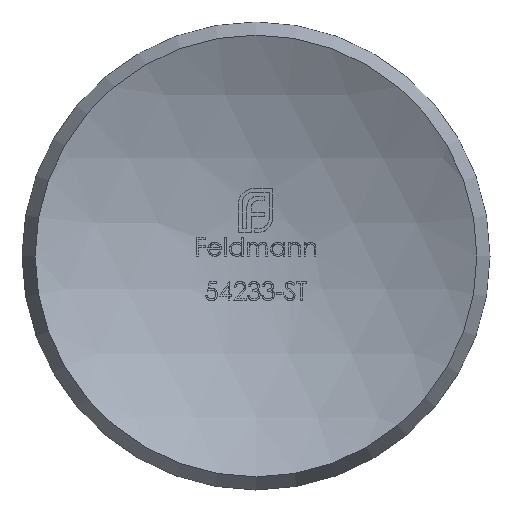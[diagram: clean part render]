
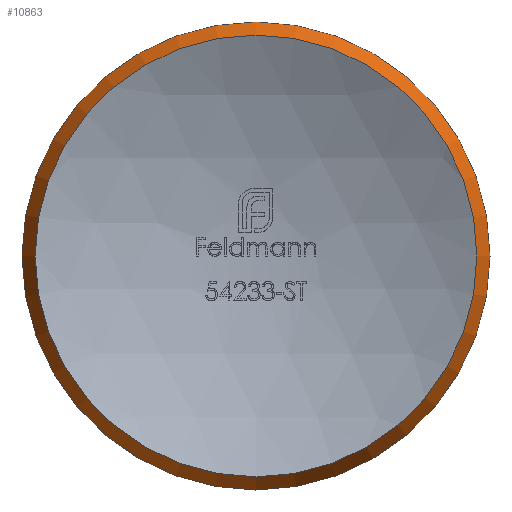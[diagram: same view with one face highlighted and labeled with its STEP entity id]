
A CAD part, front view. The second image highlights one B-rep face of the part: STEP entity #10863.
In plain terms, the highlighted conical face has half-angle 28.236 degrees and reference radius 15.904 mm.
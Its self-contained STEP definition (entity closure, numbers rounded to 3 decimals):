
#140 = EDGE_LOOP ( 'NONE', ( #2144 ) ) ;
#157 = EDGE_CURVE ( 'NONE', #1695, #1695, #7975, .T. ) ;
#346 = EDGE_CURVE ( 'NONE', #1239, #1239, #6716, .T. ) ;
#1239 = VERTEX_POINT ( 'NONE', #4395 ) ;
#1685 = AXIS2_PLACEMENT_3D ( 'NONE', #12018, #10011, #11029 ) ;
#1695 = VERTEX_POINT ( 'NONE', #11844 ) ;
#2144 = ORIENTED_EDGE ( 'NONE', *, *, #157, .F. ) ;
#3084 = DIRECTION ( 'NONE',  ( 0., -1., 0. ) ) ;
#3207 = FACE_OUTER_BOUND ( 'NONE', #11845, .T. ) ;
#3854 = DIRECTION ( 'NONE',  ( 0., -1., 0. ) ) ;
#4395 = CARTESIAN_POINT ( 'NONE',  ( 16.85, 1.762, 0. ) ) ;
#6716 = CIRCLE ( 'NONE', #11465, 16.85 ) ;
#7403 = DIRECTION ( 'NONE',  ( 1., 0., 0. ) ) ;
#7837 = DIRECTION ( 'NONE',  ( 1., 0., 0. ) ) ;
#7975 = CIRCLE ( 'NONE', #12985, 15.904 ) ;
#9667 = CONICAL_SURFACE ( 'NONE', #1685, 15.904, 0.493 ) ;
#9984 = FACE_BOUND ( 'NONE', #140, .T. ) ;
#10011 = DIRECTION ( 'NONE',  ( 0., 1., 0. ) ) ;
#10863 = ADVANCED_FACE ( 'NONE', ( #3207, #9984 ), #9667, .T. ) ;
#11029 = DIRECTION ( 'NONE',  ( -1., 0., 0. ) ) ;
#11155 = CARTESIAN_POINT ( 'NONE',  ( 0., 1.762, 0. ) ) ;
#11465 = AXIS2_PLACEMENT_3D ( 'NONE', #11155, #3084, #7403 ) ;
#11834 = CARTESIAN_POINT ( 'NONE',  ( 0., 0., 0. ) ) ;
#11844 = CARTESIAN_POINT ( 'NONE',  ( 15.904, 0., 0. ) ) ;
#11845 = EDGE_LOOP ( 'NONE', ( #12751 ) ) ;
#12018 = CARTESIAN_POINT ( 'NONE',  ( 0., 0., 0. ) ) ;
#12751 = ORIENTED_EDGE ( 'NONE', *, *, #346, .T. ) ;
#12985 = AXIS2_PLACEMENT_3D ( 'NONE', #11834, #3854, #7837 ) ;
